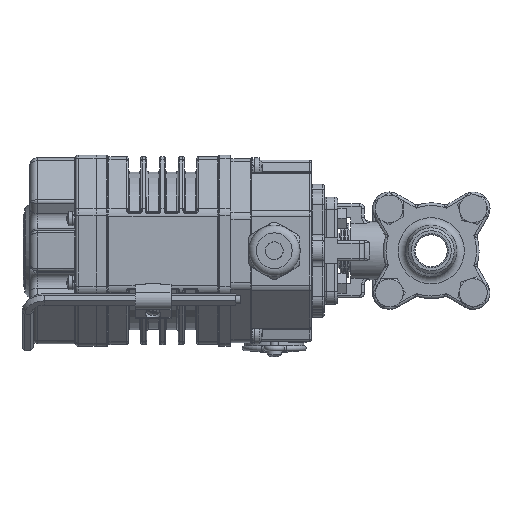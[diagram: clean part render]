
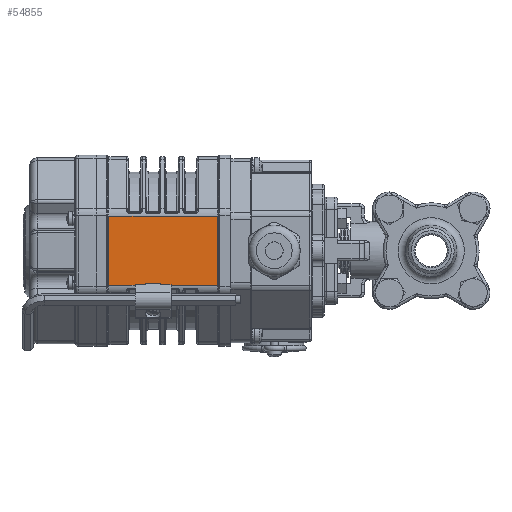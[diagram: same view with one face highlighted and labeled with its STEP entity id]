
A CAD part, left-side view. The second image highlights one B-rep face of the part: STEP entity #54855.
In plain terms, the highlighted planar face has unit normal (-1, 0, 0).
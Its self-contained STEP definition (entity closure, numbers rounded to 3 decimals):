
#13511=ORIENTED_EDGE('',*,*,#24227,.T.);
#13512=ORIENTED_EDGE('',*,*,#23248,.T.);
#13513=ORIENTED_EDGE('',*,*,#24228,.T.);
#13514=ORIENTED_EDGE('',*,*,#23216,.T.);
#23216=EDGE_CURVE('',#29255,#29254,#32981,.T.);
#23248=EDGE_CURVE('',#29271,#29270,#32989,.T.);
#24227=EDGE_CURVE('',#29254,#29271,#33413,.T.);
#24228=EDGE_CURVE('',#29270,#29255,#33414,.T.);
#29254=VERTEX_POINT('',#105121);
#29255=VERTEX_POINT('',#105125);
#29270=VERTEX_POINT('',#105185);
#29271=VERTEX_POINT('',#105189);
#32981=LINE('',#105126,#35825);
#32989=LINE('',#105190,#35833);
#33413=LINE('',#108448,#36257);
#33414=LINE('',#108449,#36258);
#35825=VECTOR('',#66846,1000.);
#35833=VECTOR('',#66934,1000.);
#36257=VECTOR('',#69082,1000.);
#36258=VECTOR('',#69083,1000.);
#39277=EDGE_LOOP('',(#13511,#13512,#13513,#13514));
#42744=FACE_BOUND('',#39277,.T.);
#45001=PLANE('',#59139);
#54855=ADVANCED_FACE('',(#42744),#45001,.F.);
#59139=AXIS2_PLACEMENT_3D('',#108447,#69080,#69081);
#66846=DIRECTION('',(0.,0.,-1.));
#66934=DIRECTION('',(0.,0.,1.));
#69080=DIRECTION('',(1.,0.,0.));
#69081=DIRECTION('',(0.,0.,-1.));
#69082=DIRECTION('',(0.,-1.,0.));
#69083=DIRECTION('',(0.,1.,0.));
#105121=CARTESIAN_POINT('',(-36.75,21.25,-13.565));
#105125=CARTESIAN_POINT('',(-36.75,21.25,13.565));
#105126=CARTESIAN_POINT('',(-36.75,21.25,-13.565));
#105185=CARTESIAN_POINT('',(-36.75,-21.25,13.565));
#105189=CARTESIAN_POINT('',(-36.75,-21.25,-13.565));
#105190=CARTESIAN_POINT('',(-36.75,-21.25,13.565));
#108447=CARTESIAN_POINT('',(-36.75,26.25,-15.222));
#108448=CARTESIAN_POINT('',(-36.75,26.25,-13.565));
#108449=CARTESIAN_POINT('',(-36.75,26.25,13.565));
